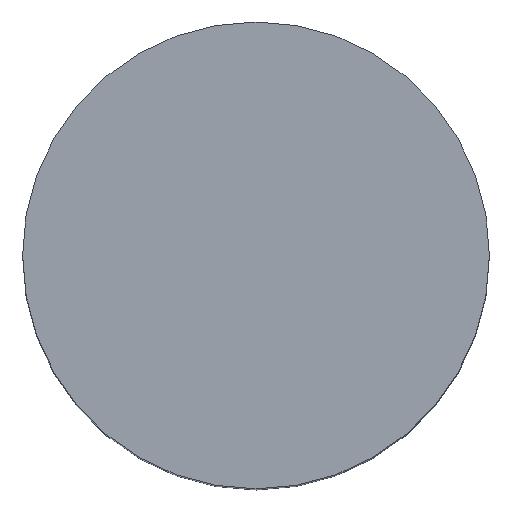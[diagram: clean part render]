
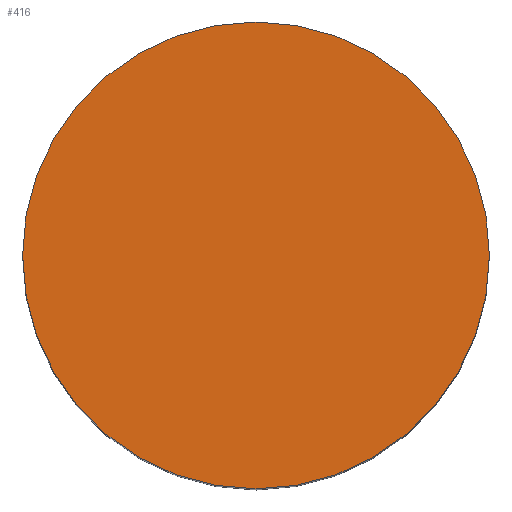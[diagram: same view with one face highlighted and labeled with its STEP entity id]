
A CAD part, top view. The second image highlights one B-rep face of the part: STEP entity #416.
In plain terms, the highlighted planar face has unit normal (0, 0, 1).
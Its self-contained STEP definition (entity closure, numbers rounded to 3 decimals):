
#237 = CYLINDRICAL_SURFACE('',#238,4.);
#238 = AXIS2_PLACEMENT_3D('',#239,#240,#241);
#239 = CARTESIAN_POINT('',(41.,-365.993,-91.222));
#240 = DIRECTION('',(0.,0.,1.));
#241 = DIRECTION('',(-0.,1.,0.));
#291 = CYLINDRICAL_SURFACE('',#292,4.);
#292 = AXIS2_PLACEMENT_3D('',#293,#294,#295);
#293 = CARTESIAN_POINT('',(41.,-365.993,-91.222));
#294 = DIRECTION('',(0.,0.,1.));
#295 = DIRECTION('',(-0.,1.,0.));
#309 = VERTEX_POINT('',#310);
#310 = CARTESIAN_POINT('',(41.,-361.993,-79.522));
#331 = EDGE_CURVE('',#332,#309,#334,.T.);
#332 = VERTEX_POINT('',#333);
#333 = CARTESIAN_POINT('',(41.,-369.993,-79.522));
#334 = SURFACE_CURVE('',#335,(#340,#347),.PCURVE_S1.);
#335 = CIRCLE('',#336,4.);
#336 = AXIS2_PLACEMENT_3D('',#337,#338,#339);
#337 = CARTESIAN_POINT('',(41.,-365.993,-79.522));
#338 = DIRECTION('',(0.,0.,1.));
#339 = DIRECTION('',(0.,-1.,0.));
#340 = PCURVE('',#291,#341);
#341 = DEFINITIONAL_REPRESENTATION('',(#342),#346);
#342 = LINE('',#343,#344);
#343 = CARTESIAN_POINT('',(3.142,11.7));
#344 = VECTOR('',#345,1.);
#345 = DIRECTION('',(1.,0.));
#346 = ( GEOMETRIC_REPRESENTATION_CONTEXT(2) 
PARAMETRIC_REPRESENTATION_CONTEXT() REPRESENTATION_CONTEXT('2D SPACE',''
  ) );
#347 = PCURVE('',#348,#353);
#348 = PLANE('',#349);
#349 = AXIS2_PLACEMENT_3D('',#350,#351,#352);
#350 = CARTESIAN_POINT('',(41.,-365.993,-79.522));
#351 = DIRECTION('',(0.,0.,-1.));
#352 = DIRECTION('',(0.,-1.,0.));
#353 = DEFINITIONAL_REPRESENTATION('',(#354),#362);
#354 = ( BOUNDED_CURVE() B_SPLINE_CURVE(2,(#355,#356,#357,#358,#359,#360
,#361),.UNSPECIFIED.,.T.,.F.) B_SPLINE_CURVE_WITH_KNOTS((1,2,2,2,2,1),(
    -2.094,0.,2.094,4.189,6.283,
8.378),.UNSPECIFIED.) CURVE() GEOMETRIC_REPRESENTATION_ITEM() 
RATIONAL_B_SPLINE_CURVE((1.,0.5,1.,0.5,1.,0.5,1.)) REPRESENTATION_ITEM(
  '') );
#355 = CARTESIAN_POINT('',(4.,0.));
#356 = CARTESIAN_POINT('',(4.,-6.928));
#357 = CARTESIAN_POINT('',(-2.,-3.464));
#358 = CARTESIAN_POINT('',(-8.,0.));
#359 = CARTESIAN_POINT('',(-2.,3.464));
#360 = CARTESIAN_POINT('',(4.,6.928));
#361 = CARTESIAN_POINT('',(4.,0.));
#362 = ( GEOMETRIC_REPRESENTATION_CONTEXT(2) 
PARAMETRIC_REPRESENTATION_CONTEXT() REPRESENTATION_CONTEXT('2D SPACE',''
  ) );
#389 = EDGE_CURVE('',#309,#332,#390,.T.);
#390 = SURFACE_CURVE('',#391,(#396,#403),.PCURVE_S1.);
#391 = CIRCLE('',#392,4.);
#392 = AXIS2_PLACEMENT_3D('',#393,#394,#395);
#393 = CARTESIAN_POINT('',(41.,-365.993,-79.522));
#394 = DIRECTION('',(0.,0.,1.));
#395 = DIRECTION('',(-0.,1.,0.));
#396 = PCURVE('',#237,#397);
#397 = DEFINITIONAL_REPRESENTATION('',(#398),#402);
#398 = LINE('',#399,#400);
#399 = CARTESIAN_POINT('',(0.,11.7));
#400 = VECTOR('',#401,1.);
#401 = DIRECTION('',(1.,0.));
#402 = ( GEOMETRIC_REPRESENTATION_CONTEXT(2) 
PARAMETRIC_REPRESENTATION_CONTEXT() REPRESENTATION_CONTEXT('2D SPACE',''
  ) );
#403 = PCURVE('',#348,#404);
#404 = DEFINITIONAL_REPRESENTATION('',(#405),#413);
#405 = ( BOUNDED_CURVE() B_SPLINE_CURVE(2,(#406,#407,#408,#409,#410,#411
,#412),.UNSPECIFIED.,.T.,.F.) B_SPLINE_CURVE_WITH_KNOTS((1,2,2,2,2,1),(
    -2.094,0.,2.094,4.189,6.283,
8.378),.UNSPECIFIED.) CURVE() GEOMETRIC_REPRESENTATION_ITEM() 
RATIONAL_B_SPLINE_CURVE((1.,0.5,1.,0.5,1.,0.5,1.)) REPRESENTATION_ITEM(
  '') );
#406 = CARTESIAN_POINT('',(-4.,0.));
#407 = CARTESIAN_POINT('',(-4.,6.928));
#408 = CARTESIAN_POINT('',(2.,3.464));
#409 = CARTESIAN_POINT('',(8.,0.));
#410 = CARTESIAN_POINT('',(2.,-3.464));
#411 = CARTESIAN_POINT('',(-4.,-6.928));
#412 = CARTESIAN_POINT('',(-4.,0.));
#413 = ( GEOMETRIC_REPRESENTATION_CONTEXT(2) 
PARAMETRIC_REPRESENTATION_CONTEXT() REPRESENTATION_CONTEXT('2D SPACE',''
  ) );
#416 = ADVANCED_FACE('',(#417),#348,.F.);
#417 = FACE_BOUND('',#418,.F.);
#418 = EDGE_LOOP('',(#419,#420));
#419 = ORIENTED_EDGE('',*,*,#331,.F.);
#420 = ORIENTED_EDGE('',*,*,#389,.F.);
